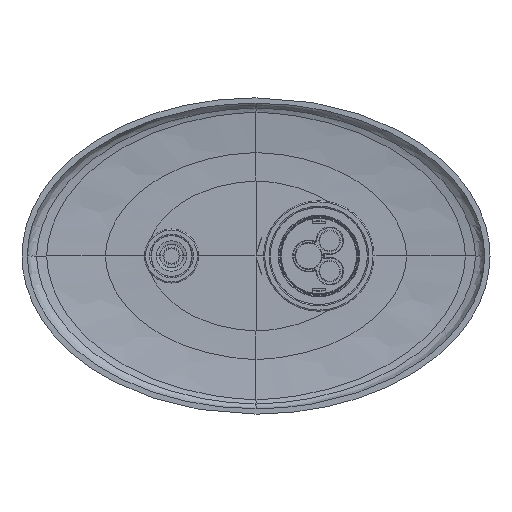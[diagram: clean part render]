
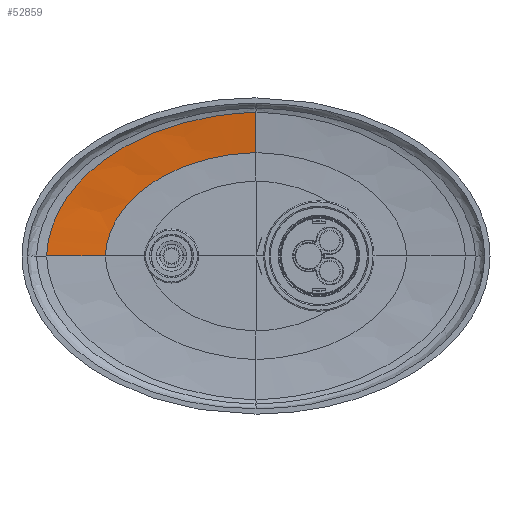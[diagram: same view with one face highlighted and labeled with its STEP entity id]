
A CAD part, left-side view. The second image highlights one B-rep face of the part: STEP entity #52859.
In plain terms, the highlighted free-form (B-spline) face has degree [3, 3] with [7, 4] control points.
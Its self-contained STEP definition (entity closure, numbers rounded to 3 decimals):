
#50161=CARTESIAN_POINT('',(55.435,-38.998,
66.303));
#50162=CARTESIAN_POINT('',(55.602,-38.999,
65.279));
#50163=CARTESIAN_POINT('',(55.919,-39.,
63.226));
#50164=CARTESIAN_POINT('',(56.347,-39.,
60.14));
#50165=CARTESIAN_POINT('',(56.726,-39.,
57.046));
#50166=CARTESIAN_POINT('',(57.056,-39.,
53.947));
#50167=CARTESIAN_POINT('',(57.337,-39.002,
50.844));
#50168=CARTESIAN_POINT('',(57.492,-38.997,
48.773));
#50169=CARTESIAN_POINT('',(57.561,-38.994,
47.738));
#50171=CARTESIAN_POINT('',(58.,30.577,
-0.015));
#50172=CARTESIAN_POINT('',(57.963,30.341,6.126));
#50173=CARTESIAN_POINT('',(57.889,26.388,18.394));
#50174=CARTESIAN_POINT('',(57.779,10.825,34.073));
#50175=CARTESIAN_POINT('',(57.67,-12.101,
44.749));
#50176=CARTESIAN_POINT('',(57.597,-30.031,
47.523));
#50177=CARTESIAN_POINT('',(57.561,-38.994,
47.738));
#50206=CARTESIAN_POINT('',(55.435,-38.998,
66.303));
#50208=CARTESIAN_POINT('',(56.137,57.635,0.));
#50209=CARTESIAN_POINT('',(56.078,57.327,8.483));
#50210=CARTESIAN_POINT('',(55.962,51.88,25.463));
#50211=CARTESIAN_POINT('',(55.79,30.303,47.223));
#50212=CARTESIAN_POINT('',(55.616,-1.56,
62.094));
#50213=CARTESIAN_POINT('',(55.496,-26.518,
65.988));
#50214=CARTESIAN_POINT('',(55.435,-39.,66.303));
#50234=CARTESIAN_POINT('',(56.137,57.635,0.));
#50289=CARTESIAN_POINT('',(56.137,57.635,0.));
#50290=CARTESIAN_POINT('',(56.292,56.517,
0.));
#50291=CARTESIAN_POINT('',(56.583,54.276,
0.));
#50292=CARTESIAN_POINT('',(56.961,50.904,
0.));
#50293=CARTESIAN_POINT('',(57.281,47.524,
0.));
#50294=CARTESIAN_POINT('',(57.543,44.138,
0.));
#50295=CARTESIAN_POINT('',(57.747,40.748,
0.));
#50296=CARTESIAN_POINT('',(57.893,37.357,
0.001));
#50297=CARTESIAN_POINT('',(57.98,33.965,
-0.004));
#50298=CARTESIAN_POINT('',(58.,31.706,
0.008));
#50299=CARTESIAN_POINT('',(58.,30.577,
0.015));
#51820=VERTEX_POINT('',#50234);
#51821=VERTEX_POINT('',#50299);
#51832=VERTEX_POINT('',#50206);
#51833=VERTEX_POINT('',#50169);
#52821=CARTESIAN_POINT('',(56.109,57.932,
-1.307));
#52822=CARTESIAN_POINT('',(57.389,48.791,
-1.192));
#52823=CARTESIAN_POINT('',(58.023,39.558,
-1.07));
#52824=CARTESIAN_POINT('',(58.005,30.327,
-0.933));
#52825=CARTESIAN_POINT('',(56.047,57.868,7.632));
#52826=CARTESIAN_POINT('',(57.306,48.722,6.912));
#52827=CARTESIAN_POINT('',(57.948,39.492,6.194));
#52828=CARTESIAN_POINT('',(57.967,30.263,5.49));
#52829=CARTESIAN_POINT('',(55.929,52.502,25.161));
#52830=CARTESIAN_POINT('',(57.145,43.845,22.796));
#52831=CARTESIAN_POINT('',(57.801,35.12,20.425));
#52832=CARTESIAN_POINT('',(57.894,26.391,18.064));
#52833=CARTESIAN_POINT('',(55.757,30.497,47.354));
#52834=CARTESIAN_POINT('',(56.906,23.908,42.896));
#52835=CARTESIAN_POINT('',(57.583,17.272,38.418));
#52836=CARTESIAN_POINT('',(57.785,10.63,33.941));
#52837=CARTESIAN_POINT('',(55.582,-1.824,
62.438));
#52838=CARTESIAN_POINT('',(56.668,-5.352,
56.55));
#52839=CARTESIAN_POINT('',(57.368,-8.906,
50.628));
#52840=CARTESIAN_POINT('',(57.678,-12.469,
44.697));
#52841=CARTESIAN_POINT('',(55.461,-27.346,
66.304));
#52842=CARTESIAN_POINT('',(56.506,-28.448,
60.048));
#52843=CARTESIAN_POINT('',(57.223,-29.56,
53.748));
#52844=CARTESIAN_POINT('',(57.606,-30.683,
47.431));
#52845=CARTESIAN_POINT('',(55.399,-40.294,
66.514));
#52846=CARTESIAN_POINT('',(56.424,-40.164,
60.24));
#52847=CARTESIAN_POINT('',(57.148,-40.036,
53.915));
#52848=CARTESIAN_POINT('',(57.57,-39.918,
47.569));
#52849=B_SPLINE_SURFACE_WITH_KNOTS('',3,3,((#52821,#52822,#52823,#52824),
(#52825,#52826,#52827,#52828),(#52829,#52830,#52831,#52832),(#52833,#52834,
#52835,#52836),(#52837,#52838,#52839,#52840),(#52841,#52842,#52843,#52844),(
#52845,#52846,#52847,#52848)),.UNSPECIFIED.,.F.,.F.,.F.,(4,1,1,1,4),(4,4),(
-0.013,0.25,0.5,0.75,1.009),(0.134,
0.384),.UNSPECIFIED.);
#52851=ORIENTED_EDGE('',*,*,#52850,.T.);
#52852=ORIENTED_EDGE('',*,*,#52807,.F.);
#52854=ORIENTED_EDGE('',*,*,#52853,.F.);
#52856=ORIENTED_EDGE('',*,*,#52855,.T.);
#52857=EDGE_LOOP('',(#52851,#52852,#52854,#52856));
#52858=FACE_OUTER_BOUND('',#52857,.F.);
#52859=ADVANCED_FACE('',(#52858),#52849,.F.);
#50170=B_SPLINE_CURVE_WITH_KNOTS('',3,(#50161,#50162,#50163,#50164,#50165,
#50166,#50167,#50168,#50169),.UNSPECIFIED.,.F.,.F.,(4,1,1,1,1,1,4),(0.,
0.167,0.333,0.5,0.667,0.833,
1.),.UNSPECIFIED.);
#50178=B_SPLINE_CURVE_WITH_KNOTS('',3,(#50171,#50172,#50173,#50174,#50175,
#50176,#50177),.UNSPECIFIED.,.F.,.F.,(4,1,1,1,4),(0.,0.25,0.5,0.75,
1.),.UNSPECIFIED.);
#50215=B_SPLINE_CURVE_WITH_KNOTS('',3,(#50208,#50209,#50210,#50211,#50212,
#50213,#50214),.UNSPECIFIED.,.F.,.F.,(4,1,1,1,4),(0.,0.25,
0.5,0.75,1.),.UNSPECIFIED.);
#50300=B_SPLINE_CURVE_WITH_KNOTS('',3,(#50289,#50290,#50291,#50292,#50293,
#50294,#50295,#50296,#50297,#50298,#50299),.UNSPECIFIED.,.F.,.F.,(4,1,1,1,1,1,1,
1,4),(0.,0.125,0.25,0.375,0.5,0.625,0.75,0.875,1.),
.UNSPECIFIED.);
#52807=EDGE_CURVE('',#51821,#51833,#50178,.T.);
#52850=EDGE_CURVE('',#51832,#51833,#50170,.T.);
#52853=EDGE_CURVE('',#51820,#51821,#50300,.T.);
#52855=EDGE_CURVE('',#51820,#51832,#50215,.T.);
